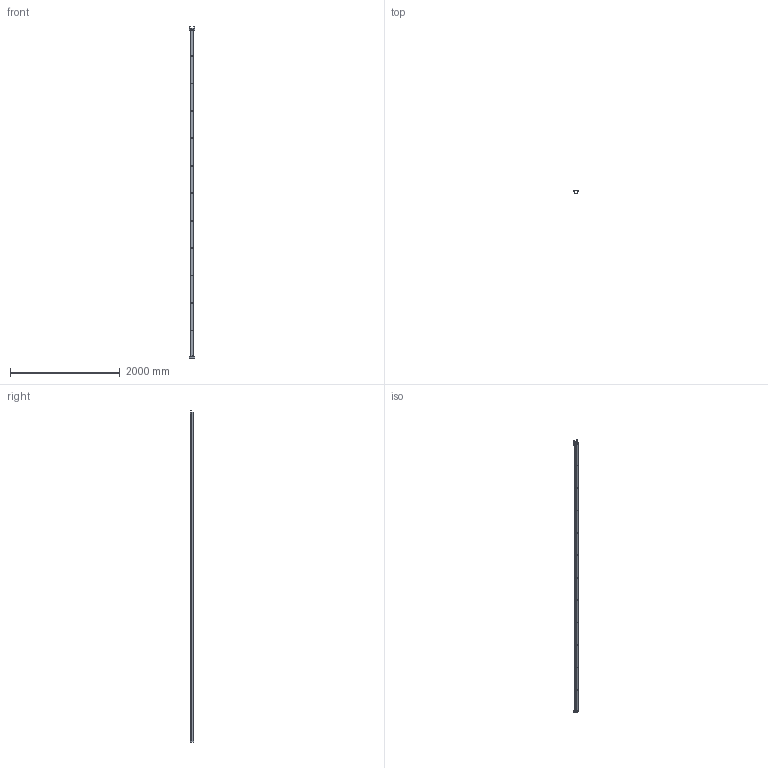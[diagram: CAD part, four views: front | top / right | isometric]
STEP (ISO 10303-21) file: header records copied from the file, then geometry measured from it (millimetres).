
FILE_DESCRIPTION(('STEP AP203'), '1');
FILE_NAME('ÐË011.05.01.600Â Íàïðàâëÿþùàÿ ÝÊÎ äëÿ ïîäâåñíûõ âîðîò, 6ì (ÎÁ)', '2015-09-30T12:14:53', (''), (''), 'ASCON STEP Converter 1.3', 'ASCON Math Kernel', '');
FILE_SCHEMA(('CONFIG_CONTROL_DESIGN'));
Length unit declared in the file: millimetre
Products named in the file (1): ﾐﾋ011.05.01.600ﾂ31
Bounding box: 99.83 x 59.23 x 6045 mm (x, y, z)
Volume: 4446165.3 mm3; surface area: 2547372.8 mm2
Topology: 1 solids, 1 shells, 143 faces, 335 edges, 214 vertices
Faces by surface type: plane 72, cylinder 45, cone 26
Full cylindrical faces by diameter (mm): 0.1 x6, 8 x2, 10 x6, 13 x13, 16 x2, 18 x4
Entity records: 5825 total; most frequent: CARTESIAN_POINT 2635, DIRECTION 644, ORIENTED_EDGE 572, EDGE_CURVE 286, AXIS2_PLACEMENT_3D 268, EDGE_LOOP 238, VERTEX_POINT 210, FACE_BOUND 160
